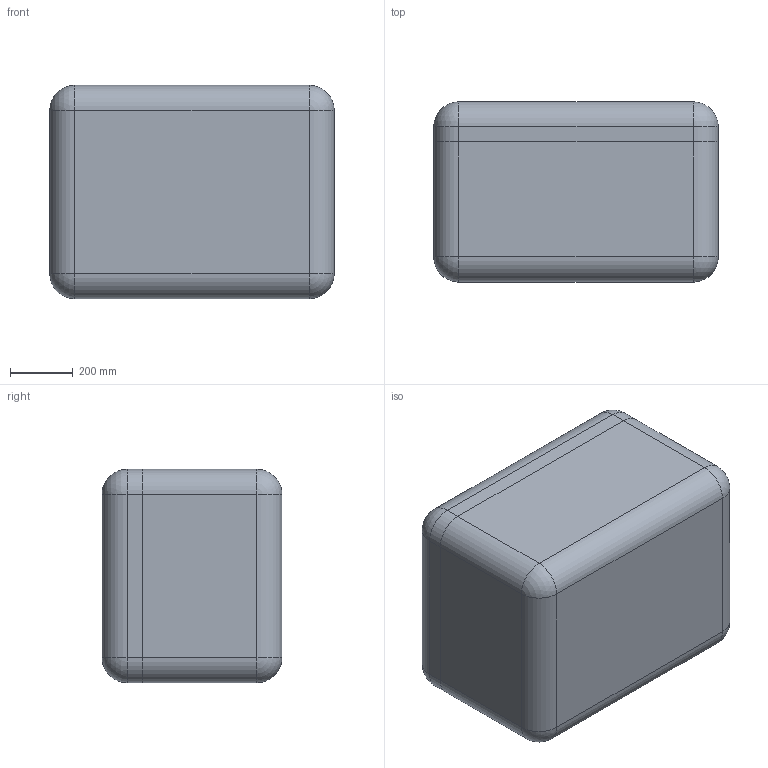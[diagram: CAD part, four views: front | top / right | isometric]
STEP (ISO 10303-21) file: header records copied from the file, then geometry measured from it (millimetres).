
FILE_DESCRIPTION (( 'STEP AP214' ), '1' );
FILE_NAME ('Êîíòåéíåð ÀÄÌÈÐÀË®ÏÐÎÔÅÑÑÈÎÍÀËÜÍÛÅ 238_óïðîùåííàÿ 3D-ìîäåëü.STEP', '2025-09-15T11:35:26', ( '' ), ( '' ), 'SwSTEP 2.0', 'SolidWorks 2021', '' );
FILE_SCHEMA (( 'AUTOMOTIVE_DESIGN' ));
Length unit declared in the file: millimetre
Products named in the file (3): Êîðïóñ 238W(óïð); Êðûøêà 238W(óïð); Êîíòåéíåð ÀÄÌÈÐÀË®ÏÐÎÔÅÑÑÈÎÍÀËÜÍÛÅ 238_óïðîùåííàÿ 3D-ìîäåëü
Assembly tree (2 placements, depth 2):
  Êîíòåéíåð ÀÄÌÈÐÀË®ÏÐÎÔÅÑÑÈÎÍÀËÜÍÛÅ 238_óïðîùåííàÿ 3D-ìîäåëü
    Êîðïóñ 238W(óïð)
    Êðûøêà 238W(óïð)
Bounding box: 909.63 x 575.43 x 682.45 mm (x, y, z)
Volume: 138621190.2 mm3; surface area: 6328720.3 mm2
Topology: 2 solids, 2 shells, 1832 faces, 4473 edges, 2562 vertices
Faces by surface type: cylinder 753, plane 379, bspline 318, torus 280, sphere 66, cone 36
Entity records: 72646 total; most frequent: CARTESIAN_POINT 31829, ORIENTED_EDGE 8806, DIRECTION 8515, EDGE_CURVE 4403, AXIS2_PLACEMENT_3D 3399, VERTEX_POINT 2562, CIRCLE 1880, EDGE_LOOP 1855
